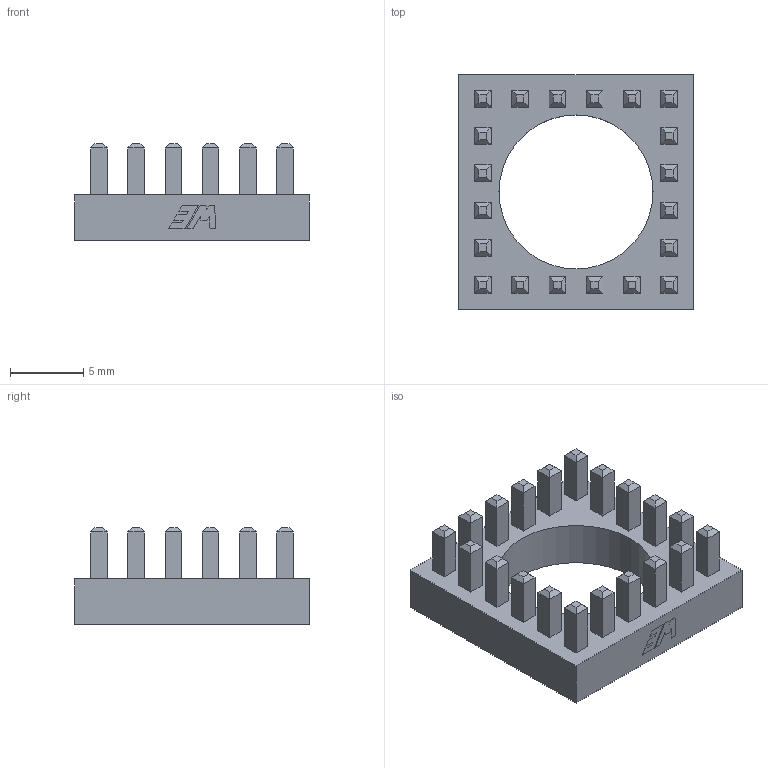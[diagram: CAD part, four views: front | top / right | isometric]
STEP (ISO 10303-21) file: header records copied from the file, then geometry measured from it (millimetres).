
FILE_DESCRIPTION (( 'STEP AP203' ), '1' );
FILE_NAME ('LF990205-A01.STEP', '2021-09-10T11:52:15', ( '' ), ( '' ), 'SwSTEP 2.0', 'SolidWorks 2018', '' );
FILE_SCHEMA (( 'CONFIG_CONTROL_DESIGN' ));
Length unit declared in the file: millimetre
Products named in the file (1): LF990205-A01
Bounding box: 16 x 16 x 6.6 mm (x, y, z)
Volume: 611.2 mm3; surface area: 937 mm2
Topology: 1 solids, 1 shells, 215 faces, 493 edges, 302 vertices
Faces by surface type: plane 213, cylinder 2
Entity records: 5912 total; most frequent: CARTESIAN_POINT 1011, ORIENTED_EDGE 986, DIRECTION 929, EDGE_CURVE 493, VECTOR 489, LINE 489, VERTEX_POINT 302, EDGE_LOOP 239
